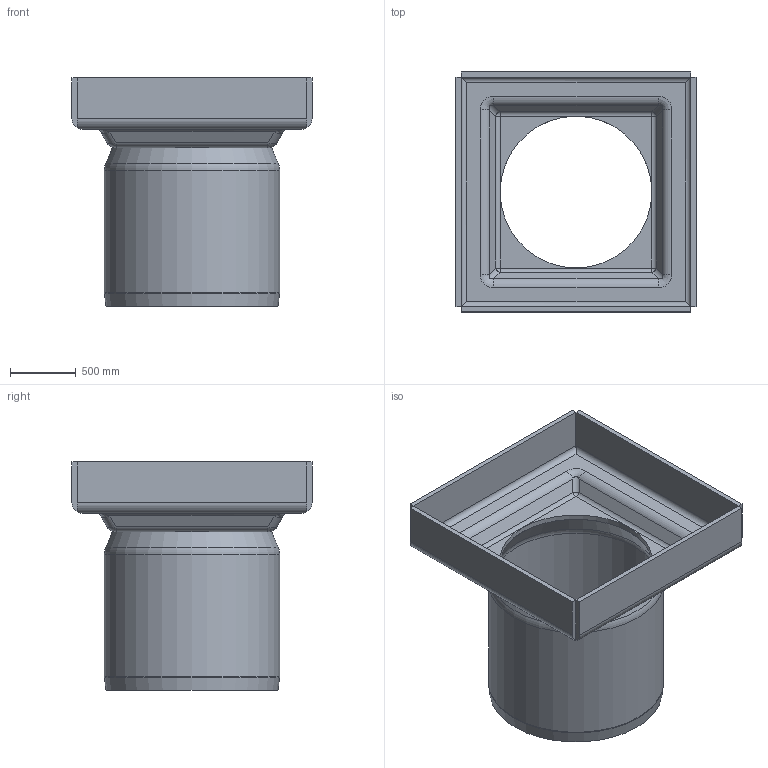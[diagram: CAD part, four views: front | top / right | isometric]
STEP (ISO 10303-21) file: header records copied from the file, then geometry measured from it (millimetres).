
FILE_DESCRIPTION(/* description */ (''),/* implementation_level */ '2;1');
FILE_NAME(/* name */ '18611.125X_3D.stp',/* time_stamp */ '2024-12-12T07:40:48+01:00',/* author */ ('CAD'),/* organization */ (''),/* preprocessor_version */ 'ST-DEVELOPER v20',/* originating_system */ 'AutoCAD Mechanical',/* authorisation */ '');
FILE_SCHEMA (('AUTOMOTIVE_DESIGN { 1 0 10303 214 3 1 1 }'));
Length unit declared in the file: centimetre
Products named in the file (2): Product; *S0
Assembly tree (1 placements, depth 2):
  Product
    *S0
Bounding box: 1820 x 1820 x 1730 mm (x, y, z)
Volume: 318287061.2 mm3; surface area: 20352523.5 mm2
Topology: 2 solids, 2 shells, 93 faces, 205 edges, 110 vertices
Faces by surface type: cylinder 35, plane 34, bspline 8, sphere 8, cone 4, torus 4
Full cylindrical faces by diameter (mm): 1150 x1, 1280 x1, 1330 x1
Entity records: 2927 total; most frequent: CARTESIAN_POINT 819, DIRECTION 471, ORIENTED_EDGE 402, EDGE_CURVE 201, AXIS2_PLACEMENT_3D 182, VERTEX_POINT 110, LINE 107, VECTOR 107
